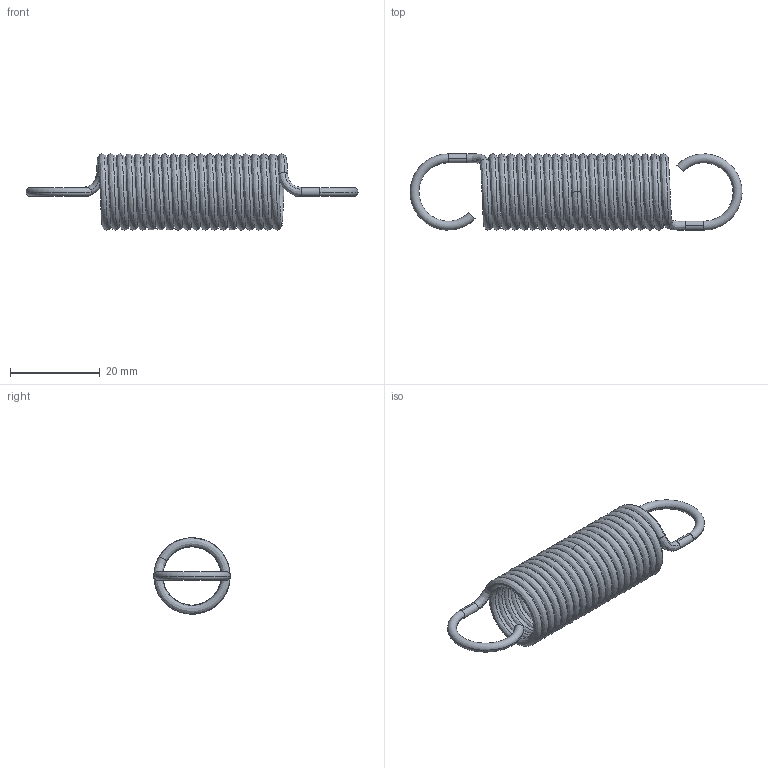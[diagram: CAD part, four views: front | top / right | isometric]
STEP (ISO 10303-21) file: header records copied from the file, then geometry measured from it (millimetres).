
FILE_DESCRIPTION (( 'STEP AP214' ), '1' );
FILE_NAME ('Part24.STEP', '2025-03-03T12:53:11', ( '' ), ( '' ), 'SwSTEP 2.0', 'SolidWorks 2024', '' );
FILE_SCHEMA (( 'AUTOMOTIVE_DESIGN' ));
Length unit declared in the file: millimetre
Products named in the file (1): Part24
Bounding box: 73.99 x 17 x 17 mm (x, y, z)
Volume: 3253.9 mm3; surface area: 6524.8 mm2
Topology: 1 solids, 1 shells, 18 faces, 42 edges, 26 vertices
Faces by surface type: bspline 8, torus 4, cylinder 4, plane 2
Entity records: 21431 total; most frequent: CARTESIAN_POINT 21033, ORIENTED_EDGE 84, DIRECTION 74, EDGE_CURVE 42, AXIS2_PLACEMENT_3D 35, VERTEX_POINT 26, CIRCLE 24, EDGE_LOOP 18
